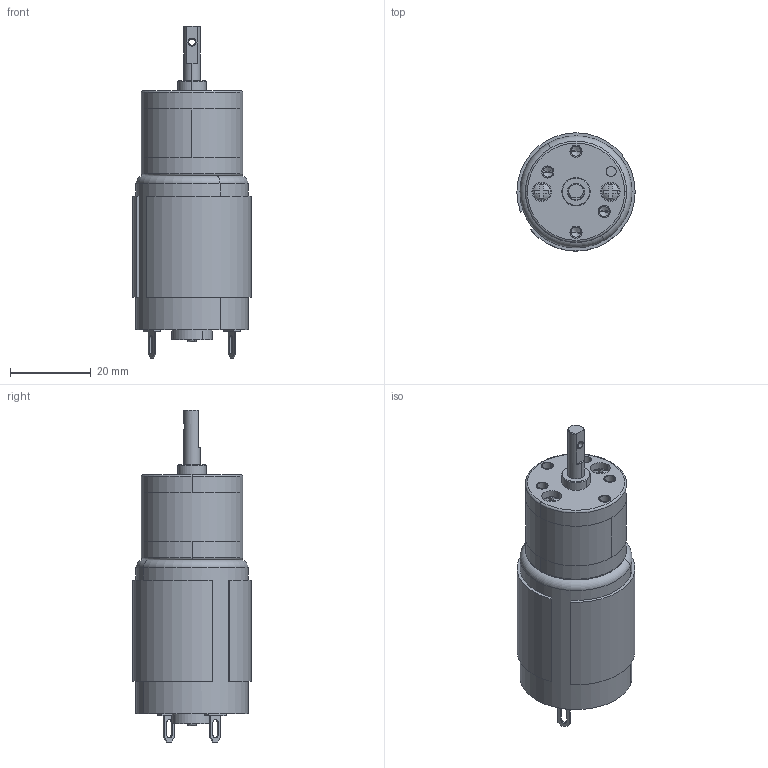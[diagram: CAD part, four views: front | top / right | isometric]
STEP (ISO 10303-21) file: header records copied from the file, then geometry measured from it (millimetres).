
FILE_DESCRIPTION((''),'2;1');
FILE_NAME('25RS-000_ASM','2024-07-10T',('86157'),(''),'PRO/ENGINEER BY PARAMETRIC TECHNOLOGY CORPORATION, 2010280','PRO/ENGINEER BY PARAMETRIC TECHNOLOGY CORPORATION, 2010280','');
FILE_SCHEMA(('CONFIG_CONTROL_DESIGN'));
Length unit declared in the file: millimetre
Products named in the file (12): DM025P410001_AF0; DM025P510002_AF0; DM025P320002_AF0; DM025P320002_AF1; DM025P310001_AF0; 25RS-001_AF0_ASM; DM025P420004-B5_AF0; DM025P410002; MOTOR-385; MOTOR_AF1_ASM; DM025P350002; 25RS-000_ASM
Assembly tree (12 placements, depth 3):
  25RS-000_ASM
    25RS-001_AF0_ASM
      DM025P410001_AF0
      DM025P510002_AF0
      DM025P320002_AF0
      DM025P320002_AF1
      DM025P310001_AF0
    DM025P420004-B5_AF0
    MOTOR_AF1_ASM
      DM025P410002
      MOTOR-385
    DM025P350002  x2
Bounding box: 29.2 x 29.2 x 82 mm (x, y, z)
Volume: 30020.2 mm3; surface area: 13193.1 mm2
Topology: 10 solids, 19 shells, 403 faces, 987 edges, 634 vertices
Faces by surface type: cylinder 205, plane 137, cone 35, torus 22, sphere 4
Entity records: 11629 total; most frequent: DIRECTION 2222, CARTESIAN_POINT 1982, ORIENTED_EDGE 1778, AXIS2_PLACEMENT_3D 908, EDGE_CURVE 907, VERTEX_POINT 592, CIRCLE 495, EDGE_LOOP 461
